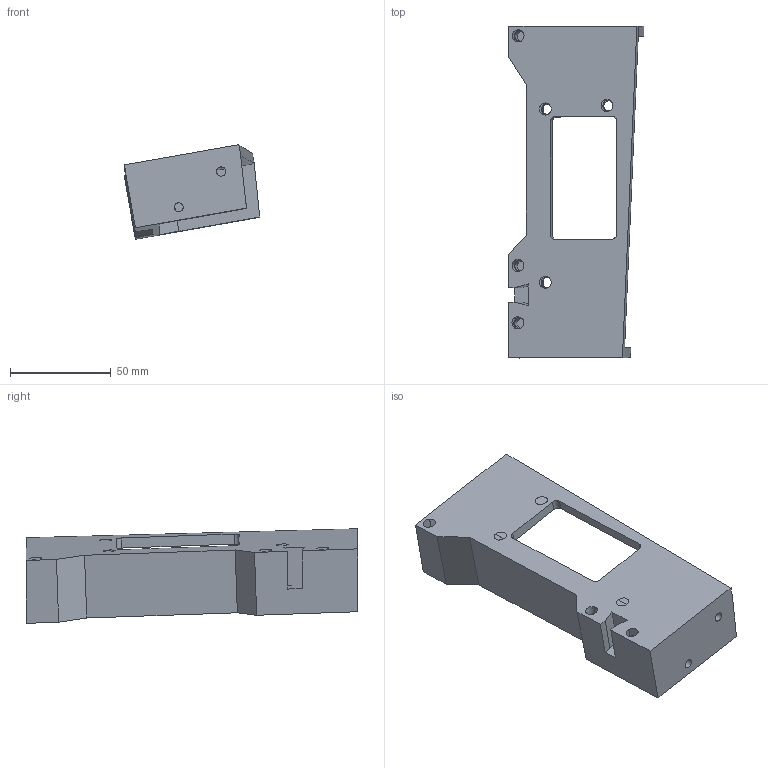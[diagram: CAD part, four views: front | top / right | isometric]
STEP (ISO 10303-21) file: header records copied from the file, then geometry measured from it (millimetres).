
FILE_DESCRIPTION(/* description */ (''),/* implementation_level */ '2;1');
FILE_NAME(/* name */ 'B-C Left Outboard Spacer (v3~recovered).step',/* time_stamp */ '2021-11-14T12:56:17+10:00',/* author */ (''),/* organization */ (''),/* preprocessor_version */ 'ST-DEVELOPER v18.1',/* originating_system */ 'Autodesk Translation Framework v10.10.0.1391',/* authorisation */ '');
FILE_SCHEMA (('AUTOMOTIVE_DESIGN { 1 0 10303 214 3 1 1 }'));
Length unit declared in the file: inch
Products named in the file (1): B-C Left Outboard Spacer (v3~recovered)
Bounding box: 67.36 x 165.1 x 47.08 mm (x, y, z)
Volume: 79070 mm3; surface area: 33955.6 mm2
Topology: 1 solids, 1 shells, 72 faces, 180 edges, 117 vertices
Faces by surface type: plane 52, cylinder 14, cone 6
Full cylindrical faces by diameter (mm): 4.559 x1, 4.572 x3, 4.915 x6
Entity records: 2209 total; most frequent: CARTESIAN_POINT 372, DIRECTION 369, ORIENTED_EDGE 360, EDGE_CURVE 180, LINE 135, VECTOR 135, VERTEX_POINT 117, AXIS2_PLACEMENT_3D 117
